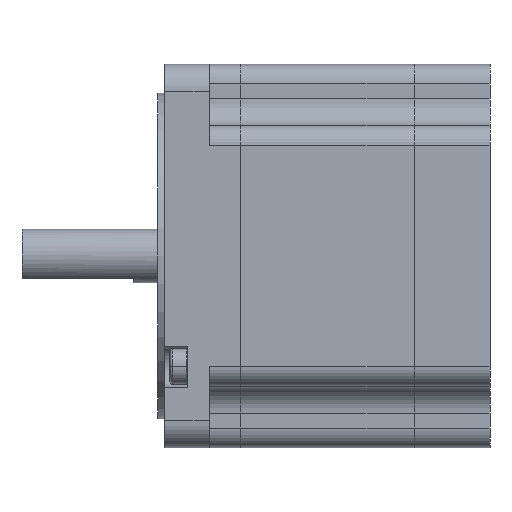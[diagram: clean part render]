
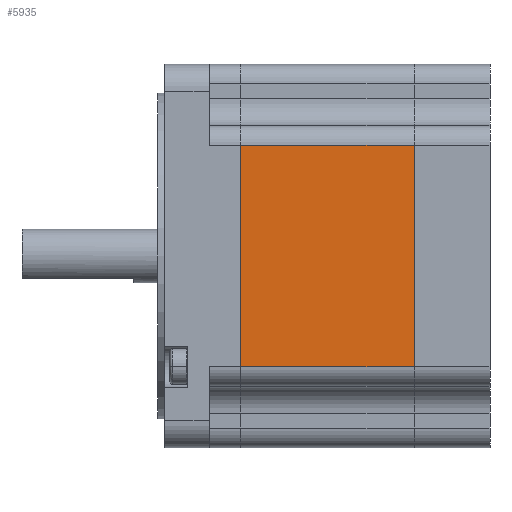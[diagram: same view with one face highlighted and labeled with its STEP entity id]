
A CAD part, left-side view. The second image highlights one B-rep face of the part: STEP entity #5935.
In plain terms, the highlighted planar face has unit normal (-1, 0, 0).
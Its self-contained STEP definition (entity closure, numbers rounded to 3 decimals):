
#54 = VECTOR ( 'NONE', #86, 1000. ) ;
#78 = CARTESIAN_POINT ( 'NONE',  ( 0., 39., -18.2 ) ) ;
#86 = DIRECTION ( 'NONE',  ( 0., -1., 0. ) ) ;
#222 = CARTESIAN_POINT ( 'NONE',  ( 0., 0., -67.8 ) ) ;
#290 = CARTESIAN_POINT ( 'NONE',  ( 0., 0., -67.8 ) ) ;
#477 = ORIENTED_EDGE ( 'NONE', *, *, #4426, .T. ) ;
#734 = ORIENTED_EDGE ( 'NONE', *, *, #4525, .T. ) ;
#753 = ORIENTED_EDGE ( 'NONE', *, *, #3934, .F. ) ;
#956 = VECTOR ( 'NONE', #2337, 1000. ) ;
#1213 = LINE ( 'NONE', #5675, #5140 ) ;
#1252 = VERTEX_POINT ( 'NONE', #6179 ) ;
#1375 = CARTESIAN_POINT ( 'NONE',  ( 0., 39., -67.8 ) ) ;
#1498 = ORIENTED_EDGE ( 'NONE', *, *, #2510, .F. ) ;
#1703 = DIRECTION ( 'NONE',  ( 0., -1., 0. ) ) ;
#1849 = DIRECTION ( 'NONE',  ( 0., 0., 1. ) ) ;
#2306 = LINE ( 'NONE', #1375, #956 ) ;
#2337 = DIRECTION ( 'NONE',  ( 0., 0., 1. ) ) ;
#2510 = EDGE_CURVE ( 'NONE', #4778, #1252, #1213, .T. ) ;
#2606 = CARTESIAN_POINT ( 'NONE',  ( 0., 39., -67.8 ) ) ;
#3096 = LINE ( 'NONE', #2606, #54 ) ;
#3138 = CARTESIAN_POINT ( 'NONE',  ( 0., 39., -67.8 ) ) ;
#3934 = EDGE_CURVE ( 'NONE', #5268, #4778, #2306, .T. ) ;
#4426 = EDGE_CURVE ( 'NONE', #5268, #4449, #3096, .T. ) ;
#4449 = VERTEX_POINT ( 'NONE', #290 ) ;
#4500 = DIRECTION ( 'NONE',  ( 1., 0., 0. ) ) ;
#4525 = EDGE_CURVE ( 'NONE', #4449, #1252, #4767, .T. ) ;
#4594 = FACE_OUTER_BOUND ( 'NONE', #6312, .T. ) ;
#4767 = LINE ( 'NONE', #222, #5132 ) ;
#4778 = VERTEX_POINT ( 'NONE', #78 ) ;
#5017 = PLANE ( 'NONE',  #5805 ) ;
#5132 = VECTOR ( 'NONE', #1849, 1000. ) ;
#5140 = VECTOR ( 'NONE', #1703, 1000. ) ;
#5157 = DIRECTION ( 'NONE',  ( 0., 0., -1. ) ) ;
#5268 = VERTEX_POINT ( 'NONE', #5279 ) ;
#5279 = CARTESIAN_POINT ( 'NONE',  ( 0., 39., -67.8 ) ) ;
#5675 = CARTESIAN_POINT ( 'NONE',  ( 0., 39., -18.2 ) ) ;
#5805 = AXIS2_PLACEMENT_3D ( 'NONE', #3138, #4500, #5157 ) ;
#5935 = ADVANCED_FACE ( 'NONE', ( #4594 ), #5017, .F. ) ;
#6179 = CARTESIAN_POINT ( 'NONE',  ( 0., 0., -18.2 ) ) ;
#6312 = EDGE_LOOP ( 'NONE', ( #734, #1498, #753, #477 ) ) ;
